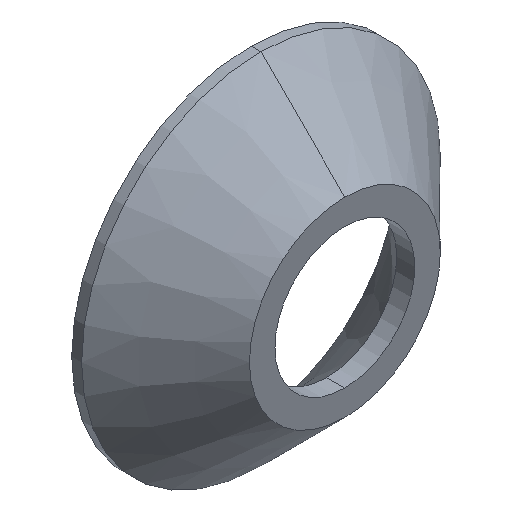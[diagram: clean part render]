
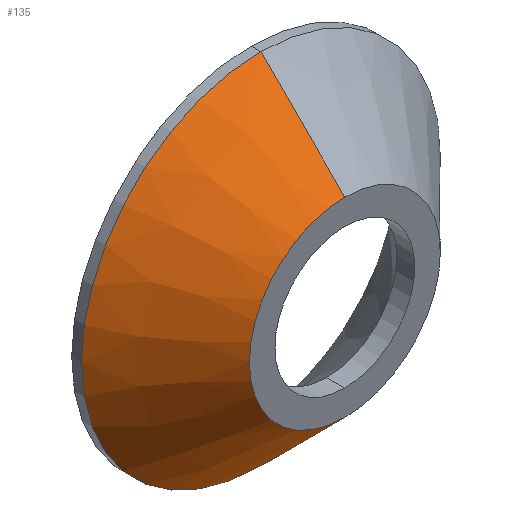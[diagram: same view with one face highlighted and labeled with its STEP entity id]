
A CAD part, isometric view. The second image highlights one B-rep face of the part: STEP entity #135.
In plain terms, the highlighted conical face has half-angle 45 degrees and reference radius 5.8 mm.
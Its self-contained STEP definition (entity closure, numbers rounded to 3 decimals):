
#6 = CIRCLE ( 'NONE', #243, 5.8 ) ;
#13 = EDGE_CURVE ( 'NONE', #43, #330, #97, .T. ) ;
#16 = VECTOR ( 'NONE', #150, 1000. ) ;
#26 = CONICAL_SURFACE ( 'NONE', #219, 5.8, 0.785 ) ;
#30 = DIRECTION ( 'NONE',  ( 0., 1., 0. ) ) ;
#43 = VERTEX_POINT ( 'NONE', #149 ) ;
#52 = CARTESIAN_POINT ( 'NONE',  ( 0., -1., -5.8 ) ) ;
#56 = EDGE_CURVE ( 'NONE', #94, #330, #186, .T. ) ;
#75 = CARTESIAN_POINT ( 'NONE',  ( 0., 4.1, -10.9 ) ) ;
#94 = VERTEX_POINT ( 'NONE', #75 ) ;
#97 = LINE ( 'NONE', #255, #282 ) ;
#102 = EDGE_CURVE ( 'NONE', #224, #94, #122, .T. ) ;
#104 = CARTESIAN_POINT ( 'NONE',  ( 0., 4.1, 0. ) ) ;
#108 = AXIS2_PLACEMENT_3D ( 'NONE', #104, #205, #208 ) ;
#114 = ORIENTED_EDGE ( 'NONE', *, *, #102, .F. ) ;
#121 = EDGE_LOOP ( 'NONE', ( #114, #298, #196, #140 ) ) ;
#122 = LINE ( 'NONE', #52, #16 ) ;
#135 = ADVANCED_FACE ( 'NONE', ( #315 ), #26, .T. ) ;
#140 = ORIENTED_EDGE ( 'NONE', *, *, #56, .F. ) ;
#149 = CARTESIAN_POINT ( 'NONE',  ( 0., -1., 5.8 ) ) ;
#150 = DIRECTION ( 'NONE',  ( 0., 0.707, -0.707 ) ) ;
#178 = DIRECTION ( 'NONE',  ( 0., 0.707, 0.707 ) ) ;
#183 = DIRECTION ( 'NONE',  ( 0., 1., 0. ) ) ;
#186 = CIRCLE ( 'NONE', #108, 10.9 ) ;
#189 = CARTESIAN_POINT ( 'NONE',  ( 0., -1., -5.8 ) ) ;
#196 = ORIENTED_EDGE ( 'NONE', *, *, #13, .T. ) ;
#205 = DIRECTION ( 'NONE',  ( 0., 1., 0. ) ) ;
#208 = DIRECTION ( 'NONE',  ( 0., 0., 1. ) ) ;
#215 = CARTESIAN_POINT ( 'NONE',  ( 0., 4.1, 10.9 ) ) ;
#219 = AXIS2_PLACEMENT_3D ( 'NONE', #231, #183, #337 ) ;
#224 = VERTEX_POINT ( 'NONE', #189 ) ;
#231 = CARTESIAN_POINT ( 'NONE',  ( 0., -1., 0. ) ) ;
#243 = AXIS2_PLACEMENT_3D ( 'NONE', #314, #30, #290 ) ;
#255 = CARTESIAN_POINT ( 'NONE',  ( 0., -1., 5.8 ) ) ;
#282 = VECTOR ( 'NONE', #178, 1000. ) ;
#290 = DIRECTION ( 'NONE',  ( 0., 0., 1. ) ) ;
#292 = EDGE_CURVE ( 'NONE', #224, #43, #6, .T. ) ;
#298 = ORIENTED_EDGE ( 'NONE', *, *, #292, .T. ) ;
#314 = CARTESIAN_POINT ( 'NONE',  ( 0., -1., 0. ) ) ;
#315 = FACE_OUTER_BOUND ( 'NONE', #121, .T. ) ;
#330 = VERTEX_POINT ( 'NONE', #215 ) ;
#337 = DIRECTION ( 'NONE',  ( 0., 0., 1. ) ) ;
